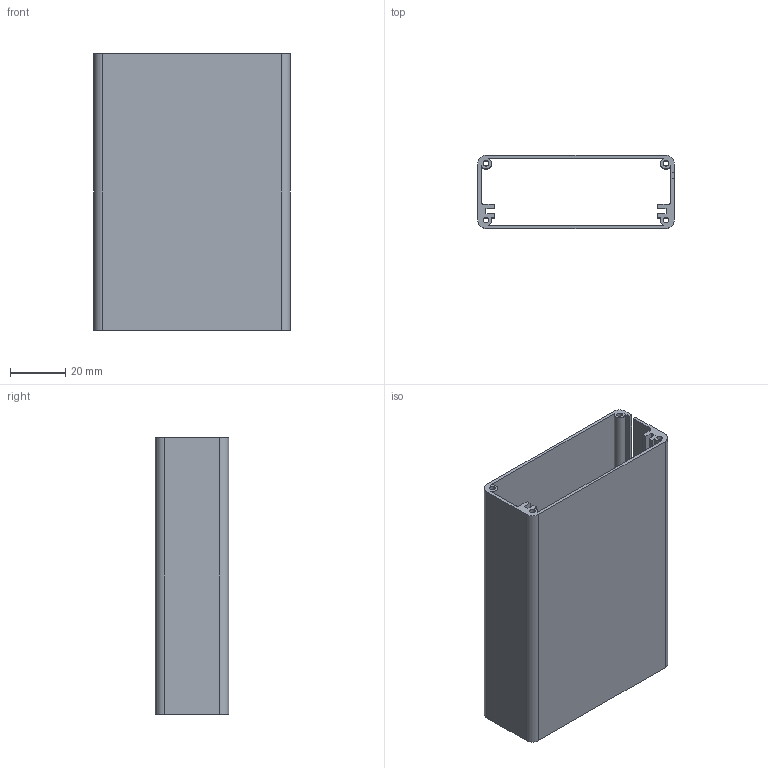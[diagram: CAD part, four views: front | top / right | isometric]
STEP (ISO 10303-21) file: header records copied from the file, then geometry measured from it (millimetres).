
FILE_DESCRIPTION(/* description */ (''),/* implementation_level */ '2;1');
FILE_NAME(/* name */ 'case.stp',/* time_stamp */ '2025-06-24T18:58:04+08:00',/* author */ ('Toby'),/* organization */ (''),/* preprocessor_version */ 'ST-DEVELOPER v18.1',/* originating_system */ 'Autodesk Inventor 2021',/* authorisation */ '');
FILE_SCHEMA (('AUTOMOTIVE_DESIGN { 1 0 10303 214 3 1 1 }'));
Length unit declared in the file: millimetre
Products named in the file (1): case
Bounding box: 71 x 26.5 x 100 mm (x, y, z)
Volume: 28560.9 mm3; surface area: 42849.4 mm2
Topology: 1 solids, 1 shells, 41 faces, 128 edges, 88 vertices
Faces by surface type: plane 27, cylinder 14
Full cylindrical faces by diameter (mm): 2 x4
Entity records: 1503 total; most frequent: CARTESIAN_POINT 258, ORIENTED_EDGE 256, DIRECTION 248, EDGE_CURVE 128, LINE 92, VECTOR 92, VERTEX_POINT 88, AXIS2_PLACEMENT_3D 78
